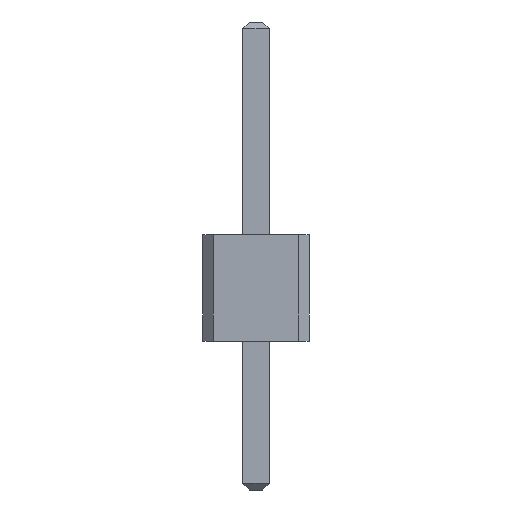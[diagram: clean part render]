
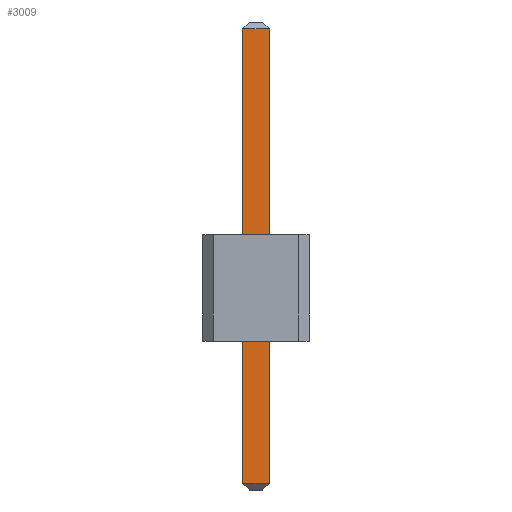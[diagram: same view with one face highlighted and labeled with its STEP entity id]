
A CAD part, front view. The second image highlights one B-rep face of the part: STEP entity #3009.
In plain terms, the highlighted planar face has unit normal (0, -1, 0).
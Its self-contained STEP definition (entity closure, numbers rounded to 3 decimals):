
#13=DIRECTION('',(0.,0.,1.));
#27=VECTOR('',#13,1.);
#67=DIRECTION('',(1.,0.,0.));
#1409=VECTOR('',#67,1.);
#1420=DIRECTION('',(0.,1.,0.));
#2986=EDGE_CURVE('',#2987,#2989,#2991,.T.);
#2987=VERTEX_POINT('',#2988);
#2988=CARTESIAN_POINT('',(-0.25,-46.25,-2.675));
#2989=VERTEX_POINT('',#2990);
#2990=CARTESIAN_POINT('',(-0.25,-46.25,5.875));
#2991=LINE('',#2992,#27);
#2992=CARTESIAN_POINT('',(-0.25,-46.25,-2.8));
#3009=ADVANCED_FACE('',(#3010),#3027,.F.);
#3010=FACE_BOUND('',#3011,.F.);
#3011=EDGE_LOOP('',(#3012,#3020,#3023,#3024));
#3012=ORIENTED_EDGE('',*,*,#3013,.F.);
#3013=EDGE_CURVE('',#3014,#3016,#3018,.T.);
#3014=VERTEX_POINT('',#3015);
#3015=CARTESIAN_POINT('',(0.25,-46.25,-2.675));
#3016=VERTEX_POINT('',#3017);
#3017=CARTESIAN_POINT('',(0.25,-46.25,5.875));
#3018=LINE('',#3019,#27);
#3019=CARTESIAN_POINT('',(0.25,-46.25,-2.8));
#3020=ORIENTED_EDGE('',*,*,#3021,.F.);
#3021=EDGE_CURVE('',#2987,#3014,#3022,.T.);
#3022=LINE('',#2988,#1409);
#3023=ORIENTED_EDGE('',*,*,#2986,.T.);
#3024=ORIENTED_EDGE('',*,*,#3025,.T.);
#3025=EDGE_CURVE('',#2989,#3016,#3026,.T.);
#3026=LINE('',#2990,#1409);
#3027=PLANE('',#3028);
#3028=AXIS2_PLACEMENT_3D('',#2992,#1420,#13);
